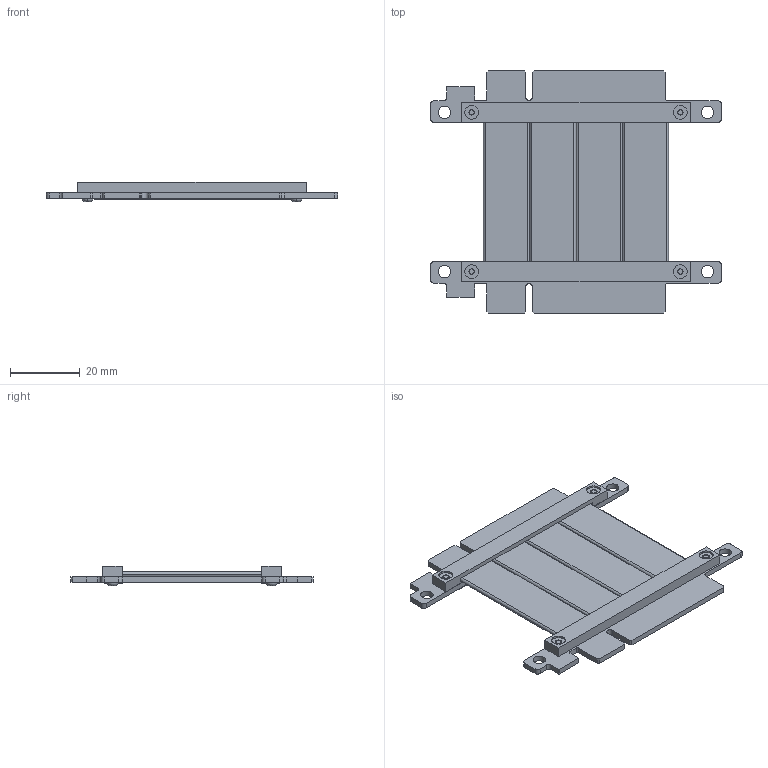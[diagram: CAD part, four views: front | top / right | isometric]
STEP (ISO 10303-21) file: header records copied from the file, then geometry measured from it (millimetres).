
FILE_DESCRIPTION(('Open CASCADE Model'),'2;1');
FILE_NAME('Open CASCADE Shape Model','2020-03-21T03:49:37',('Author'),( 'Open CASCADE'),'Open CASCADE STEP processor 6.8','Open CASCADE 6.8' ,'Unknown');
FILE_SCHEMA(('AUTOMOTIVE_DESIGN { 1 0 10303 214 1 1 1 1 }'));
Length unit declared in the file: millimetre
Products named in the file (9): PCB; Board; Open CASCADE STEP translator 6.8 46.1.1; Free-Models; R8S-PAD-20170526; Hexagon_nut_ISO_4032_(DIN_934)_-_M2_RGB9411503; G0033_RGB9411503; Tape28x5_RGB0; cable20-43
Assembly tree (21 placements, depth 3):
  PCB
    Board
      Open CASCADE STEP translator 6.8 46.1.1
    Free-Models
      R8S-PAD-20170526  x2
      Hexagon_nut_ISO_4032_(DIN_934)_-_M2_RGB9411503  x4
      G0033_RGB9411503  x4
      Tape28x5_RGB0  x4
      cable20-43  x4
Bounding box: 83.58 x 69.47 x 5.65 mm (x, y, z)
Volume: 7234 mm3; surface area: 18952.7 mm2
Topology: 179 solids, 179 shells, 1956 faces, 4242 edges, 2652 vertices
Faces by surface type: cylinder 1042, plane 538, torus 320, cone 48, revolution 8
Full cylindrical faces by diameter (mm): 0.6 x160, 2.2 x8, 3.6 x4, 4 x4
Entity records: 22550 total; most frequent: DIRECTION 3987, CARTESIAN_POINT 3565, ORIENTED_EDGE 3282, AXIS2_PLACEMENT_3D 1680, EDGE_CURVE 1641, FACE_BOUND 1071, EDGE_LOOP 1071, VERTEX_POINT 1050
